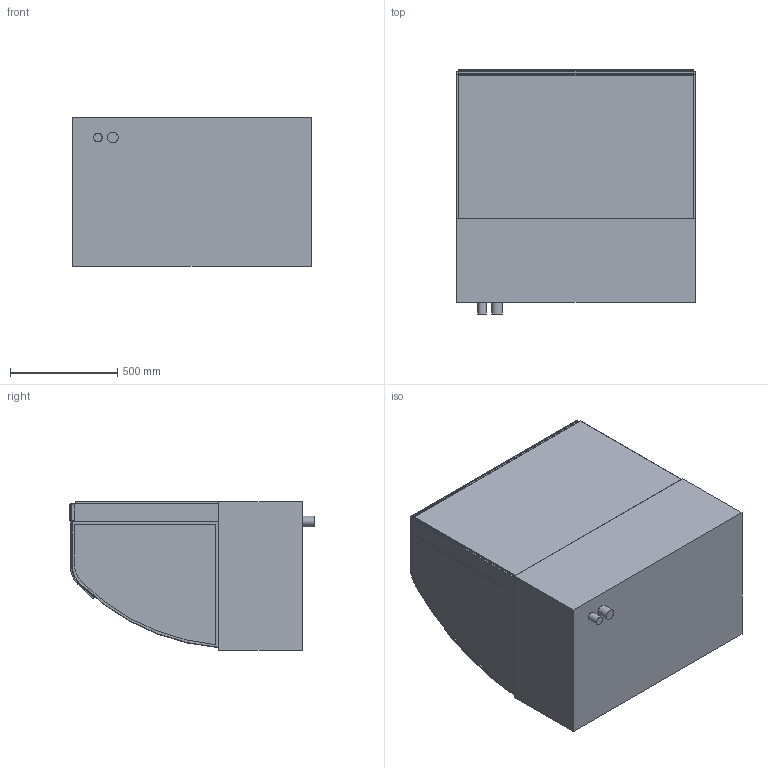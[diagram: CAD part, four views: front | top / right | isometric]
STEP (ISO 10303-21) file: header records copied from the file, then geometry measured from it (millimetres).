
FILE_DESCRIPTION(/* description */ ('Einbaukühlvitrine: zentralgekühlt'),/* implementation_level */ '2;1');
FILE_NAME(/* name */ '3D-AKE-00007135.stp',/* time_stamp */ '2025-01-29T13:13:55+01:00',/* author */ ('marina.schachner'),/* organization */ (''),/* preprocessor_version */ 'ST-DEVELOPER v20',/* originating_system */ 'Autodesk Inventor 2024',/* authorisation */ '');
FILE_SCHEMA (('AUTOMOTIVE_DESIGN { 1 0 10303 214 3 1 1 }'));
Length unit declared in the file: millimetre
Products named in the file (1): 3D-AKE-00007135
Bounding box: 1115 x 1140 x 695 mm (x, y, z)
Volume: 175264048.9 mm3; surface area: 17795776.6 mm2
Topology: 37 solids, 37 shells, 408 faces, 978 edges, 652 vertices
Faces by surface type: plane 348, cylinder 60
Full cylindrical faces by diameter (mm): 40 x1, 50 x1
Entity records: 11726 total; most frequent: CARTESIAN_POINT 2039, ORIENTED_EDGE 1956, DIRECTION 1916, EDGE_CURVE 978, LINE 858, VECTOR 858, VERTEX_POINT 652, AXIS2_PLACEMENT_3D 529
